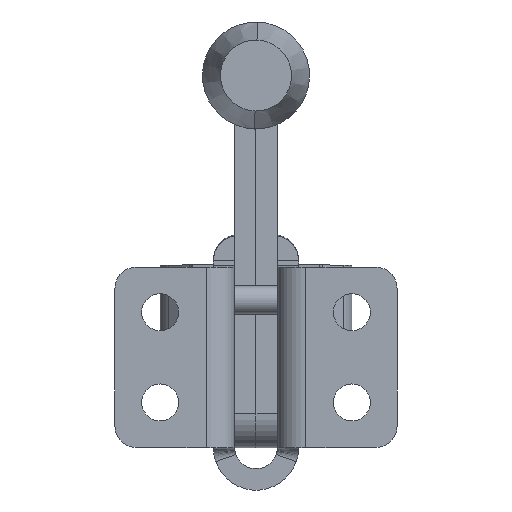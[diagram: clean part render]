
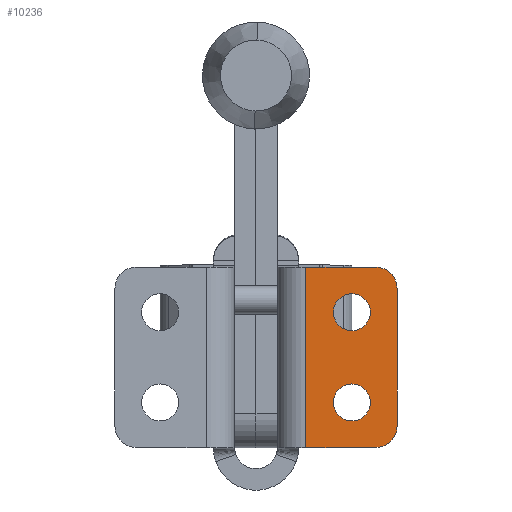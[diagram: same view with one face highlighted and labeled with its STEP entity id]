
A CAD part, front view. The second image highlights one B-rep face of the part: STEP entity #10236.
In plain terms, the highlighted planar face has unit normal (0, -1, 0).
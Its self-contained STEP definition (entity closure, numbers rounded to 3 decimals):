
#194 = VERTEX_POINT ( 'NONE', #12094 ) ;
#198 = VERTEX_POINT ( 'NONE', #12101 ) ;
#206 = VERTEX_POINT ( 'NONE', #12086 ) ;
#257 = VERTEX_POINT ( 'NONE', #21188 ) ;
#6579 = DIRECTION ( 'NONE',  ( 0., 1., 0. ) ) ;
#6581 = CARTESIAN_POINT ( 'NONE',  ( 0., -3., 0. ) ) ;
#6582 = PLANE ( 'NONE',  #9265 ) ;
#6584 = DIRECTION ( 'NONE',  ( -1., 0., 0. ) ) ;
#9265 = AXIS2_PLACEMENT_3D ( 'NONE', #6581, #6579, #6584 ) ;
#9472 = AXIS2_PLACEMENT_3D ( 'NONE', #25432, #25435, #25437 ) ;
#9501 = AXIS2_PLACEMENT_3D ( 'NONE', #25944, #25945, #25947 ) ;
#9507 = AXIS2_PLACEMENT_3D ( 'NONE', #26060, #26062, #26064 ) ;
#9508 = AXIS2_PLACEMENT_3D ( 'NONE', #26076, #26077, #26079 ) ;
#9519 = AXIS2_PLACEMENT_3D ( 'NONE', #26227, #26228, #26229 ) ;
#9528 = AXIS2_PLACEMENT_3D ( 'NONE', #26302, #26303, #26304 ) ;
#10236 = ADVANCED_FACE ( 'NONE', ( #19652, #19659, #19655 ), #6582, .F. ) ;
#12086 = CARTESIAN_POINT ( 'NONE',  ( 10.9, -3., 19.05 ) ) ;
#12094 = CARTESIAN_POINT ( 'NONE',  ( 10.9, -3., 6.35 ) ) ;
#12101 = CARTESIAN_POINT ( 'NONE',  ( 16.1, -3., 6.35 ) ) ;
#13042 = VERTEX_POINT ( 'NONE', #17487 ) ;
#13046 = VERTEX_POINT ( 'NONE', #17492 ) ;
#13054 = VERTEX_POINT ( 'NONE', #17505 ) ;
#13100 = VERTEX_POINT ( 'NONE', #17551 ) ;
#13104 = VERTEX_POINT ( 'NONE', #17555 ) ;
#13272 = VERTEX_POINT ( 'NONE', #17723 ) ;
#15217 = ORIENTED_EDGE ( 'NONE', *, *, #20679, .F. ) ;
#15329 = ORIENTED_EDGE ( 'NONE', *, *, #20767, .T. ) ;
#15511 = ORIENTED_EDGE ( 'NONE', *, *, #20796, .T. ) ;
#15536 = ORIENTED_EDGE ( 'NONE', *, *, #20761, .T. ) ;
#15537 = ORIENTED_EDGE ( 'NONE', *, *, #20708, .T. ) ;
#15546 = ORIENTED_EDGE ( 'NONE', *, *, #20639, .T. ) ;
#15553 = ORIENTED_EDGE ( 'NONE', *, *, #20628, .F. ) ;
#15559 = ORIENTED_EDGE ( 'NONE', *, *, #20722, .F. ) ;
#15586 = ORIENTED_EDGE ( 'NONE', *, *, #20719, .F. ) ;
#15597 = ORIENTED_EDGE ( 'NONE', *, *, #20764, .F. ) ;
#17487 = CARTESIAN_POINT ( 'NONE',  ( 16.85, -3., 0. ) ) ;
#17492 = CARTESIAN_POINT ( 'NONE',  ( 19.85, -3., 22.4 ) ) ;
#17505 = CARTESIAN_POINT ( 'NONE',  ( 16.85, -3., 25.4 ) ) ;
#17551 = CARTESIAN_POINT ( 'NONE',  ( 7., -3., 0. ) ) ;
#17555 = CARTESIAN_POINT ( 'NONE',  ( 19.85, -3., 3. ) ) ;
#17723 = CARTESIAN_POINT ( 'NONE',  ( 7., -3., 25.4 ) ) ;
#19652 = FACE_BOUND ( 'NONE', #28178, .T. ) ;
#19655 = FACE_OUTER_BOUND ( 'NONE', #28172, .T. ) ;
#19659 = FACE_BOUND ( 'NONE', #28173, .T. ) ;
#20628 = EDGE_CURVE ( 'NONE', #206, #257, #24250, .T. ) ;
#20639 = EDGE_CURVE ( 'NONE', #13104, #13046, #24267, .T. ) ;
#20679 = EDGE_CURVE ( 'NONE', #13100, #13272, #24323, .T. ) ;
#20708 = EDGE_CURVE ( 'NONE', #13046, #13054, #24375, .T. ) ;
#20719 = EDGE_CURVE ( 'NONE', #257, #206, #24389, .T. ) ;
#20722 = EDGE_CURVE ( 'NONE', #198, #194, #24390, .T. ) ;
#20761 = EDGE_CURVE ( 'NONE', #13054, #13272, #24453, .T. ) ;
#20764 = EDGE_CURVE ( 'NONE', #194, #198, #24459, .T. ) ;
#20767 = EDGE_CURVE ( 'NONE', #13100, #13042, #24464, .T. ) ;
#20796 = EDGE_CURVE ( 'NONE', #13042, #13104, #24515, .T. ) ;
#21188 = CARTESIAN_POINT ( 'NONE',  ( 16.1, -3., 19.05 ) ) ;
#24250 = CIRCLE ( 'NONE', #9472, 2.6 ) ;
#24267 = LINE ( 'NONE', #25507, #24269 ) ;
#24269 = VECTOR ( 'NONE', #25509, 1000. ) ;
#24323 = LINE ( 'NONE', #25761, #24331 ) ;
#24331 = VECTOR ( 'NONE', #25769, 1000. ) ;
#24375 = CIRCLE ( 'NONE', #9501, 3. ) ;
#24389 = CIRCLE ( 'NONE', #9507, 2.6 ) ;
#24390 = CIRCLE ( 'NONE', #9508, 2.6 ) ;
#24453 = LINE ( 'NONE', #26220, #24456 ) ;
#24456 = VECTOR ( 'NONE', #26221, 1000. ) ;
#24459 = CIRCLE ( 'NONE', #9519, 2.6 ) ;
#24464 = LINE ( 'NONE', #26232, #24467 ) ;
#24467 = VECTOR ( 'NONE', #26233, 1000. ) ;
#24515 = CIRCLE ( 'NONE', #9528, 3. ) ;
#25432 = CARTESIAN_POINT ( 'NONE',  ( 13.5, -3., 19.05 ) ) ;
#25435 = DIRECTION ( 'NONE',  ( 0., -1., 0. ) ) ;
#25437 = DIRECTION ( 'NONE',  ( 1., 0., 0. ) ) ;
#25507 = CARTESIAN_POINT ( 'NONE',  ( 19.85, -3., 25.4 ) ) ;
#25509 = DIRECTION ( 'NONE',  ( 0., 0., 1. ) ) ;
#25761 = CARTESIAN_POINT ( 'NONE',  ( 7., -3., 0. ) ) ;
#25769 = DIRECTION ( 'NONE',  ( 0., 0., 1. ) ) ;
#25944 = CARTESIAN_POINT ( 'NONE',  ( 16.85, -3., 22.4 ) ) ;
#25945 = DIRECTION ( 'NONE',  ( 0., -1., 0. ) ) ;
#25947 = DIRECTION ( 'NONE',  ( -1., 0., 0. ) ) ;
#26060 = CARTESIAN_POINT ( 'NONE',  ( 13.5, -3., 19.05 ) ) ;
#26062 = DIRECTION ( 'NONE',  ( 0., -1., 0. ) ) ;
#26064 = DIRECTION ( 'NONE',  ( 1., 0., 0. ) ) ;
#26076 = CARTESIAN_POINT ( 'NONE',  ( 13.5, -3., 6.35 ) ) ;
#26077 = DIRECTION ( 'NONE',  ( 0., -1., 0. ) ) ;
#26079 = DIRECTION ( 'NONE',  ( 1., 0., 0. ) ) ;
#26220 = CARTESIAN_POINT ( 'NONE',  ( 6., -3., 25.4 ) ) ;
#26221 = DIRECTION ( 'NONE',  ( -1., 0., 0. ) ) ;
#26227 = CARTESIAN_POINT ( 'NONE',  ( 13.5, -3., 6.35 ) ) ;
#26228 = DIRECTION ( 'NONE',  ( 0., -1., 0. ) ) ;
#26229 = DIRECTION ( 'NONE',  ( 1., 0., 0. ) ) ;
#26232 = CARTESIAN_POINT ( 'NONE',  ( 19.85, -3., 0. ) ) ;
#26233 = DIRECTION ( 'NONE',  ( 1., 0., 0. ) ) ;
#26302 = CARTESIAN_POINT ( 'NONE',  ( 16.85, -3., 3. ) ) ;
#26303 = DIRECTION ( 'NONE',  ( 0., -1., 0. ) ) ;
#26304 = DIRECTION ( 'NONE',  ( -1., 0., 0. ) ) ;
#28172 = EDGE_LOOP ( 'NONE', ( #15546, #15537, #15536, #15217, #15329, #15511 ) ) ;
#28173 = EDGE_LOOP ( 'NONE', ( #15553, #15586 ) ) ;
#28178 = EDGE_LOOP ( 'NONE', ( #15597, #15559 ) ) ;
